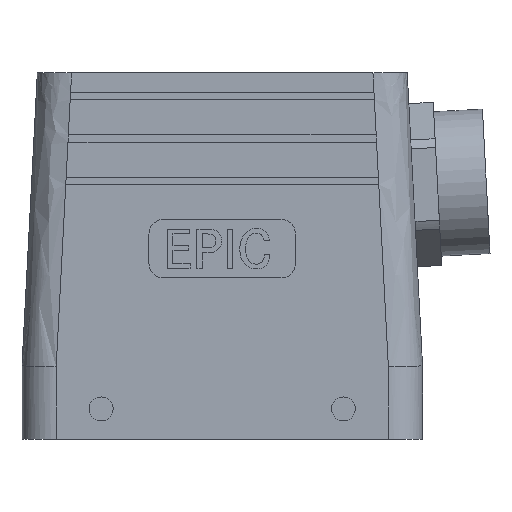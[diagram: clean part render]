
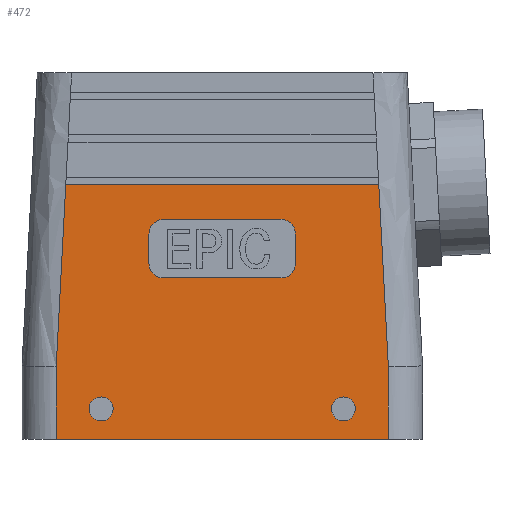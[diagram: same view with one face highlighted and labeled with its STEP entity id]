
A CAD part, left-side view. The second image highlights one B-rep face of the part: STEP entity #472.
In plain terms, the highlighted planar face has unit normal (-1, 0, 0).
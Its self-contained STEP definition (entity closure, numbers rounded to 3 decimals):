
#472 = ADVANCED_FACE( '', ( #1009, #1010, #1011, #1012 ), #1013, .F. );
#1009 = FACE_BOUND( '', #1857, .T. );
#1010 = FACE_BOUND( '', #1858, .T. );
#1011 = FACE_OUTER_BOUND( '', #1859, .T. );
#1012 = FACE_BOUND( '', #1860, .T. );
#1013 = PLANE( '', #1861 );
#1857 = EDGE_LOOP( '', ( #3252, #3253, #3254, #3255, #3256, #3257, #3258, #3259 ) );
#1858 = EDGE_LOOP( '', ( #3260 ) );
#1859 = EDGE_LOOP( '', ( #3261, #3262, #3263, #3264, #3265, #3266 ) );
#1860 = EDGE_LOOP( '', ( #3267 ) );
#1861 = AXIS2_PLACEMENT_3D( '', #3268, #3269, #3270 );
#3252 = ORIENTED_EDGE( '', *, *, #4039, .T. );
#3253 = ORIENTED_EDGE( '', *, *, #4236, .F. );
#3254 = ORIENTED_EDGE( '', *, *, #4043, .F. );
#3255 = ORIENTED_EDGE( '', *, *, #3715, .F. );
#3256 = ORIENTED_EDGE( '', *, *, #3838, .F. );
#3257 = ORIENTED_EDGE( '', *, *, #3977, .F. );
#3258 = ORIENTED_EDGE( '', *, *, #4237, .T. );
#3259 = ORIENTED_EDGE( '', *, *, #4085, .T. );
#3260 = ORIENTED_EDGE( '', *, *, #4238, .T. );
#3261 = ORIENTED_EDGE( '', *, *, #4225, .T. );
#3262 = ORIENTED_EDGE( '', *, *, #3741, .F. );
#3263 = ORIENTED_EDGE( '', *, *, #4121, .F. );
#3264 = ORIENTED_EDGE( '', *, *, #4239, .F. );
#3265 = ORIENTED_EDGE( '', *, *, #4240, .T. );
#3266 = ORIENTED_EDGE( '', *, *, #4191, .T. );
#3267 = ORIENTED_EDGE( '', *, *, #4171, .F. );
#3268 = CARTESIAN_POINT( '', ( -28., 41., 0. ) );
#3269 = DIRECTION( '', ( 1., 0., 0. ) );
#3270 = DIRECTION( '', ( 0., 0., -1. ) );
#3715 = EDGE_CURVE( '', #4339, #4340, #4341, .T. );
#3741 = EDGE_CURVE( '', #4383, #4378, #4385, .F. );
#3838 = EDGE_CURVE( '', #4555, #4339, #4556, .F. );
#3977 = EDGE_CURVE( '', #4779, #4555, #4780, .T. );
#4039 = EDGE_CURVE( '', #4871, #4872, #4873, .F. );
#4043 = EDGE_CURVE( '', #4340, #4877, #4878, .F. );
#4085 = EDGE_CURVE( '', #4936, #4871, #4937, .T. );
#4121 = EDGE_CURVE( '', #4952, #4383, #4986, .T. );
#4171 = EDGE_CURVE( '', #5053, #5053, #5054, .T. );
#4191 = EDGE_CURVE( '', #5080, #5077, #5081, .F. );
#4225 = EDGE_CURVE( '', #5077, #4378, #5119, .T. );
#4236 = EDGE_CURVE( '', #4877, #4872, #5132, .T. );
#4237 = EDGE_CURVE( '', #4779, #4936, #5133, .F. );
#4238 = EDGE_CURVE( '', #5134, #5134, #5135, .T. );
#4239 = EDGE_CURVE( '', #4837, #4952, #5136, .T. );
#4240 = EDGE_CURVE( '', #4837, #5080, #5137, .T. );
#4339 = VERTEX_POINT( '', #5249 );
#4340 = VERTEX_POINT( '', #5250 );
#4341 = LINE( '', #5251, #5252 );
#4378 = VERTEX_POINT( '', #5308 );
#4383 = VERTEX_POINT( '', #5325 );
#4385 = B_SPLINE_CURVE_WITH_KNOTS( '', 3, ( #5350, #5351, #5352, #5353 ), .UNSPECIFIED., .F., .F., ( 4, 4 ), ( 0.4, 0.598 ), .UNSPECIFIED. );
#4555 = VERTEX_POINT( '', #5766 );
#4556 = CIRCLE( '', #5767, 3. );
#4779 = VERTEX_POINT( '', #6163 );
#4780 = LINE( '', #6164, #6165 );
#4837 = VERTEX_POINT( '', #6247 );
#4871 = VERTEX_POINT( '', #6298 );
#4872 = VERTEX_POINT( '', #6299 );
#4873 = CIRCLE( '', #6300, 3. );
#4877 = VERTEX_POINT( '', #6306 );
#4878 = CIRCLE( '', #6307, 3. );
#4936 = VERTEX_POINT( '', #6425 );
#4937 = LINE( '', #6426, #6427 );
#4952 = VERTEX_POINT( '', #6446 );
#4986 = B_SPLINE_CURVE_WITH_KNOTS( '', 3, ( #6521, #6522, #6523, #6524 ), .UNSPECIFIED., .F., .F., ( 4, 4 ), ( 0.476, 0.599 ), .UNSPECIFIED. );
#5053 = VERTEX_POINT( '', #6683 );
#5054 = CIRCLE( '', #6684, 2.45 );
#5077 = VERTEX_POINT( '', #6713 );
#5080 = VERTEX_POINT( '', #6725 );
#5081 = B_SPLINE_CURVE_WITH_KNOTS( '', 3, ( #6726, #6727, #6728, #6729 ), .UNSPECIFIED., .F., .F., ( 4, 4 ), ( 0.4, 0.598 ), .UNSPECIFIED. );
#5119 = LINE( '', #6825, #6826 );
#5132 = LINE( '', #6844, #6845 );
#5133 = CIRCLE( '', #6846, 3. );
#5134 = VERTEX_POINT( '', #6847 );
#5135 = CIRCLE( '', #6848, 2.45 );
#5136 = LINE( '', #6849, #6850 );
#5137 = B_SPLINE_CURVE_WITH_KNOTS( '', 3, ( #6851, #6852, #6853, #6854 ), .UNSPECIFIED., .F., .F., ( 4, 4 ), ( 0.476, 0.599 ), .UNSPECIFIED. );
#5249 = CARTESIAN_POINT( '', ( -28., 15., 42. ) );
#5250 = CARTESIAN_POINT( '', ( -28., 15., 36. ) );
#5251 = CARTESIAN_POINT( '', ( -28., 15., 0. ) );
#5252 = VECTOR( '', #7003, 1000. );
#5308 = CARTESIAN_POINT( '', ( -28., -34., 0. ) );
#5325 = CARTESIAN_POINT( '', ( -28., -34., 14.817 ) );
#5350 = CARTESIAN_POINT( '', ( -28., -34., 0. ) );
#5351 = CARTESIAN_POINT( '', ( -28., -34., 4.939 ) );
#5352 = CARTESIAN_POINT( '', ( -28., -34., 9.878 ) );
#5353 = CARTESIAN_POINT( '', ( -28., -34., 14.817 ) );
#5766 = CARTESIAN_POINT( '', ( -28., 12., 45. ) );
#5767 = AXIS2_PLACEMENT_3D( '', #7095, #7096, #7097 );
#6163 = CARTESIAN_POINT( '', ( -28., -12., 45. ) );
#6164 = CARTESIAN_POINT( '', ( -28., 41., 45. ) );
#6165 = VECTOR( '', #7216, 1000. );
#6247 = CARTESIAN_POINT( '', ( -28., 32.046, 52.1 ) );
#6298 = CARTESIAN_POINT( '', ( -28., -15., 36. ) );
#6299 = CARTESIAN_POINT( '', ( -28., -12., 33. ) );
#6300 = AXIS2_PLACEMENT_3D( '', #7276, #7277, #7278 );
#6306 = CARTESIAN_POINT( '', ( -28., 12., 33. ) );
#6307 = AXIS2_PLACEMENT_3D( '', #7281, #7282, #7283 );
#6425 = CARTESIAN_POINT( '', ( -28., -15., 42. ) );
#6426 = CARTESIAN_POINT( '', ( -28., -15., 0. ) );
#6427 = VECTOR( '', #7318, 1000. );
#6446 = CARTESIAN_POINT( '', ( -28., -32.046, 52.1 ) );
#6521 = CARTESIAN_POINT( '', ( -28., -32.046, 52.1 ) );
#6522 = CARTESIAN_POINT( '', ( -28., -32.697, 39.672 ) );
#6523 = CARTESIAN_POINT( '', ( -28., -33.349, 27.244 ) );
#6524 = CARTESIAN_POINT( '', ( -28., -34., 14.817 ) );
#6683 = CARTESIAN_POINT( '', ( -28., -27.25, 6.2 ) );
#6684 = AXIS2_PLACEMENT_3D( '', #7379, #7380, #7381 );
#6713 = CARTESIAN_POINT( '', ( -28., 34., 0. ) );
#6725 = CARTESIAN_POINT( '', ( -28., 34., 14.817 ) );
#6726 = CARTESIAN_POINT( '', ( -28., 34., 0. ) );
#6727 = CARTESIAN_POINT( '', ( -28., 34., 4.939 ) );
#6728 = CARTESIAN_POINT( '', ( -28., 34., 9.878 ) );
#6729 = CARTESIAN_POINT( '', ( -28., 34., 14.817 ) );
#6825 = CARTESIAN_POINT( '', ( -28., 41., 0. ) );
#6826 = VECTOR( '', #7412, 1000. );
#6844 = CARTESIAN_POINT( '', ( -28., 41., 33. ) );
#6845 = VECTOR( '', #7424, 1000. );
#6846 = AXIS2_PLACEMENT_3D( '', #7425, #7426, #7427 );
#6847 = CARTESIAN_POINT( '', ( -28., 27.25, 6.2 ) );
#6848 = AXIS2_PLACEMENT_3D( '', #7428, #7429, #7430 );
#6849 = CARTESIAN_POINT( '', ( -28., 41., 52.1 ) );
#6850 = VECTOR( '', #7431, 1000. );
#6851 = CARTESIAN_POINT( '', ( -28., 32.046, 52.1 ) );
#6852 = CARTESIAN_POINT( '', ( -28., 32.697, 39.672 ) );
#6853 = CARTESIAN_POINT( '', ( -28., 33.349, 27.244 ) );
#6854 = CARTESIAN_POINT( '', ( -28., 34., 14.817 ) );
#7003 = DIRECTION( '', ( 0., 0., -1. ) );
#7095 = CARTESIAN_POINT( '', ( -28., 12., 42. ) );
#7096 = DIRECTION( '', ( 1., 0., 0. ) );
#7097 = DIRECTION( '', ( 0., 0., -1. ) );
#7216 = DIRECTION( '', ( 0., 1., 0. ) );
#7276 = CARTESIAN_POINT( '', ( -28., -12., 36. ) );
#7277 = DIRECTION( '', ( -1., 0., 0. ) );
#7278 = DIRECTION( '', ( 0., 0., -1. ) );
#7281 = CARTESIAN_POINT( '', ( -28., 12., 36. ) );
#7282 = DIRECTION( '', ( 1., 0., 0. ) );
#7283 = DIRECTION( '', ( 0., 0., -1. ) );
#7318 = DIRECTION( '', ( 0., 0., -1. ) );
#7379 = CARTESIAN_POINT( '', ( -28., -24.8, 6.2 ) );
#7380 = DIRECTION( '', ( -1., 0., 0. ) );
#7381 = DIRECTION( '', ( 0., -1., 0. ) );
#7412 = DIRECTION( '', ( 0., -1., 0. ) );
#7424 = DIRECTION( '', ( 0., -1., 0. ) );
#7425 = CARTESIAN_POINT( '', ( -28., -12., 42. ) );
#7426 = DIRECTION( '', ( -1., 0., 0. ) );
#7427 = DIRECTION( '', ( 0., 0., -1. ) );
#7428 = CARTESIAN_POINT( '', ( -28., 24.8, 6.2 ) );
#7429 = DIRECTION( '', ( 1., 0., 0. ) );
#7430 = DIRECTION( '', ( 0., 1., 0. ) );
#7431 = DIRECTION( '', ( 0., -1., 0. ) );
